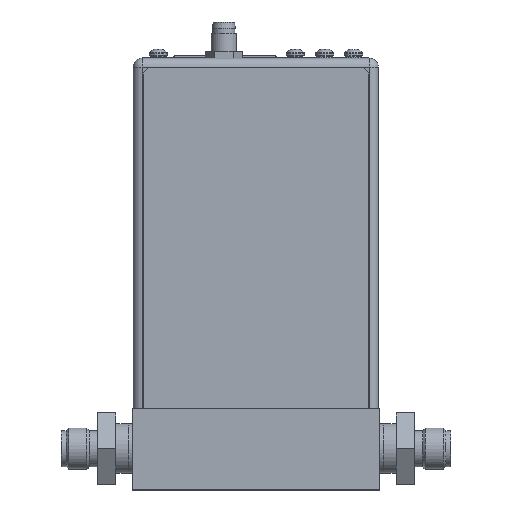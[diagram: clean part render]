
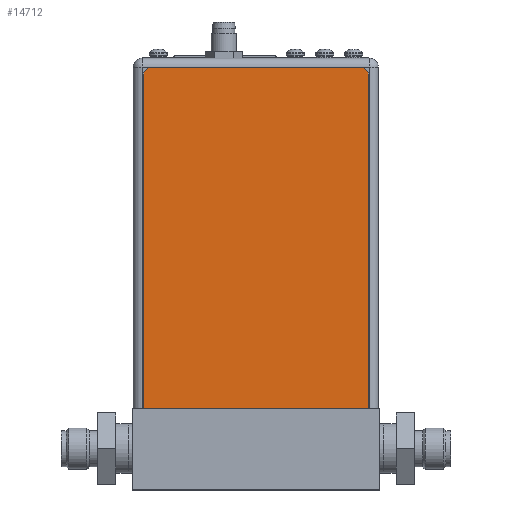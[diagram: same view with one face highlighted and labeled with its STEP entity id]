
A CAD part, top view. The second image highlights one B-rep face of the part: STEP entity #14712.
In plain terms, the highlighted planar face has unit normal (0, 0, 1).
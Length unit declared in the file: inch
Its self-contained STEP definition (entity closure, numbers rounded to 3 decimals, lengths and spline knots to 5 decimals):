
#14527=CARTESIAN_POINT('',(2.63,4.04,0.004));
#14528=DIRECTION('',(0.,0.,1.));
#14529=DIRECTION('',(1.,0.,0.));
#14530=AXIS2_PLACEMENT_3D('',#14527,#14528,#14529);
#14535=DIRECTION('',(0.,1.,0.));
#14536=VECTOR('',#14535,4.04);
#14537=CARTESIAN_POINT('',(2.73,0.,0.004));
#14538=LINE('',#14537,#14536);
#14542=DIRECTION('',(1.,0.,0.));
#14543=VECTOR('',#14542,2.73);
#14544=CARTESIAN_POINT('',(0.,0.,0.004));
#14545=LINE('',#14544,#14543);
#14549=DIRECTION('',(0.,-1.,0.));
#14550=VECTOR('',#14549,4.04);
#14551=CARTESIAN_POINT('',(0.,4.04,0.004));
#14552=LINE('',#14551,#14550);
#14556=CARTESIAN_POINT('',(0.1,4.04,0.004));
#14557=DIRECTION('',(0.,0.,1.));
#14558=DIRECTION('',(0.,1.,0.));
#14559=AXIS2_PLACEMENT_3D('',#14556,#14557,#14558);
#14564=DIRECTION('',(-1.,0.,0.));
#14565=VECTOR('',#14564,2.53);
#14566=CARTESIAN_POINT('',(2.63,4.14,0.004));
#14567=LINE('',#14566,#14565);
#14575=CARTESIAN_POINT('',(0.,0.,0.004));
#14576=CARTESIAN_POINT('',(2.73,0.,0.004));
#14577=VERTEX_POINT('',#14575);
#14578=VERTEX_POINT('',#14576);
#14583=CARTESIAN_POINT('',(2.73,4.04,0.004));
#14584=VERTEX_POINT('',#14583);
#14585=CARTESIAN_POINT('',(2.63,4.14,0.004));
#14586=VERTEX_POINT('',#14585);
#14591=CARTESIAN_POINT('',(0.1,4.14,0.004));
#14592=VERTEX_POINT('',#14591);
#14593=CARTESIAN_POINT('',(0.,4.04,0.004));
#14594=VERTEX_POINT('',#14593);
#14699=CARTESIAN_POINT('',(0.,0.,0.004));
#14700=DIRECTION('',(0.,0.,1.));
#14701=DIRECTION('',(1.,0.,0.));
#14702=AXIS2_PLACEMENT_3D('',#14699,#14700,#14701);
#14703=PLANE('',#14702);
#14704=ORIENTED_EDGE('',*,*,#14623,.F.);
#14705=ORIENTED_EDGE('',*,*,#14639,.F.);
#14706=ORIENTED_EDGE('',*,*,#14652,.F.);
#14707=ORIENTED_EDGE('',*,*,#14665,.F.);
#14708=ORIENTED_EDGE('',*,*,#14680,.F.);
#14709=ORIENTED_EDGE('',*,*,#14692,.F.);
#14710=EDGE_LOOP('',(#14704,#14705,#14706,#14707,#14708,#14709));
#14711=FACE_OUTER_BOUND('',#14710,.F.);
#14712=ADVANCED_FACE('',(#14711),#14703,.T.);
#14531=CIRCLE('',#14530,0.1);
#14560=CIRCLE('',#14559,0.1);
#14623=EDGE_CURVE('',#14584,#14586,#14531,.T.);
#14639=EDGE_CURVE('',#14578,#14584,#14538,.T.);
#14652=EDGE_CURVE('',#14577,#14578,#14545,.T.);
#14665=EDGE_CURVE('',#14594,#14577,#14552,.T.);
#14680=EDGE_CURVE('',#14592,#14594,#14560,.T.);
#14692=EDGE_CURVE('',#14586,#14592,#14567,.T.);
